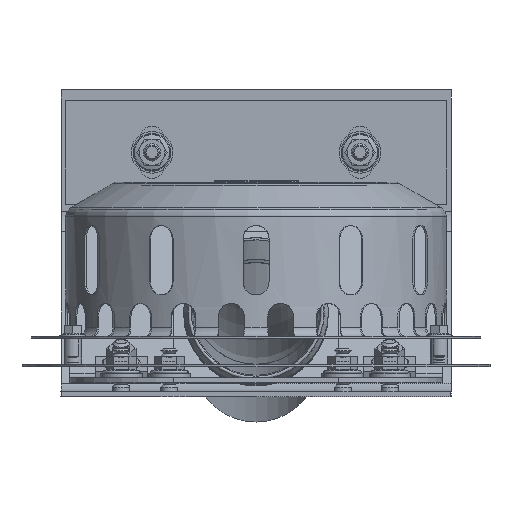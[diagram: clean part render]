
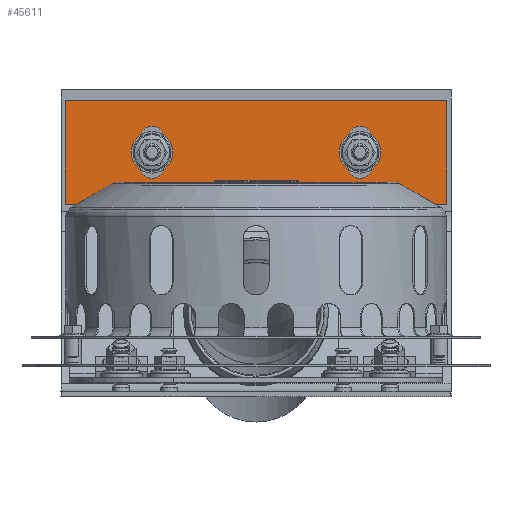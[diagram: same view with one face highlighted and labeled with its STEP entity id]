
A CAD part, left-side view. The second image highlights one B-rep face of the part: STEP entity #45611.
In plain terms, the highlighted planar face has unit normal (-1, 0, 0).
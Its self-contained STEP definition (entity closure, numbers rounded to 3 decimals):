
#1087=FACE_BOUND('',#7251,.T.);
#1088=FACE_BOUND('',#7252,.T.);
#2168=CIRCLE('',#48337,7.);
#2170=CIRCLE('',#48341,7.);
#2172=CIRCLE('',#48345,7.);
#2174=CIRCLE('',#48349,7.);
#2867=PLANE('',#48355);
#4832=FACE_OUTER_BOUND('',#7250,.T.);
#7250=EDGE_LOOP('',(#33002,#33003,#33004,#33005));
#7251=EDGE_LOOP('',(#33006,#33007,#33008,#33009));
#7252=EDGE_LOOP('',(#33010,#33011,#33012,#33013));
#10479=LINE('',#64535,#15725);
#10484=LINE('',#64549,#15730);
#10487=LINE('',#64559,#15733);
#10492=LINE('',#64573,#15738);
#10495=LINE('',#64583,#15741);
#10499=LINE('',#64591,#15745);
#10502=LINE('',#64597,#15748);
#10505=LINE('',#64602,#15751);
#15725=VECTOR('',#52579,1.);
#15730=VECTOR('',#52592,1.);
#15733=VECTOR('',#52603,1.);
#15738=VECTOR('',#52616,1.);
#15741=VECTOR('',#52627,1.);
#15745=VECTOR('',#52633,1.);
#15748=VECTOR('',#52638,1.);
#15751=VECTOR('',#52643,1.);
#21016=VERTEX_POINT('',#64533);
#21017=VERTEX_POINT('',#64534);
#21020=VERTEX_POINT('',#64542);
#21022=VERTEX_POINT('',#64548);
#21024=VERTEX_POINT('',#64557);
#21025=VERTEX_POINT('',#64558);
#21028=VERTEX_POINT('',#64566);
#21030=VERTEX_POINT('',#64572);
#21032=VERTEX_POINT('',#64581);
#21033=VERTEX_POINT('',#64582);
#21036=VERTEX_POINT('',#64590);
#21038=VERTEX_POINT('',#64596);
#25625=EDGE_CURVE('',#21016,#21017,#10479,.T.);
#25629=EDGE_CURVE('',#21017,#21020,#2168,.T.);
#25632=EDGE_CURVE('',#21020,#21022,#10484,.T.);
#25635=EDGE_CURVE('',#21022,#21016,#2170,.T.);
#25637=EDGE_CURVE('',#21024,#21025,#10487,.T.);
#25641=EDGE_CURVE('',#21025,#21028,#2172,.T.);
#25644=EDGE_CURVE('',#21028,#21030,#10492,.T.);
#25647=EDGE_CURVE('',#21030,#21024,#2174,.T.);
#25649=EDGE_CURVE('',#21032,#21033,#10495,.T.);
#25653=EDGE_CURVE('',#21033,#21036,#10499,.T.);
#25656=EDGE_CURVE('',#21036,#21038,#10502,.T.);
#25659=EDGE_CURVE('',#21038,#21032,#10505,.T.);
#33002=ORIENTED_EDGE('',*,*,#25649,.F.);
#33003=ORIENTED_EDGE('',*,*,#25659,.F.);
#33004=ORIENTED_EDGE('',*,*,#25656,.F.);
#33005=ORIENTED_EDGE('',*,*,#25653,.F.);
#33006=ORIENTED_EDGE('',*,*,#25625,.T.);
#33007=ORIENTED_EDGE('',*,*,#25629,.T.);
#33008=ORIENTED_EDGE('',*,*,#25632,.T.);
#33009=ORIENTED_EDGE('',*,*,#25635,.T.);
#33010=ORIENTED_EDGE('',*,*,#25637,.T.);
#33011=ORIENTED_EDGE('',*,*,#25641,.T.);
#33012=ORIENTED_EDGE('',*,*,#25644,.T.);
#33013=ORIENTED_EDGE('',*,*,#25647,.T.);
#45611=ADVANCED_FACE('',(#4832,#1087,#1088),#2867,.T.);
#48337=AXIS2_PLACEMENT_3D('',#64543,#52585,#52586);
#48341=AXIS2_PLACEMENT_3D('',#64554,#52597,#52598);
#48345=AXIS2_PLACEMENT_3D('',#64567,#52609,#52610);
#48349=AXIS2_PLACEMENT_3D('',#64578,#52621,#52622);
#48355=AXIS2_PLACEMENT_3D('',#64604,#52645,#52646);
#52579=DIRECTION('',(0.,0.,-1.));
#52585=DIRECTION('center_axis',(1.,0.,0.));
#52586=DIRECTION('ref_axis',(0.,0.,
-1.));
#52592=DIRECTION('',(0.,0.,1.));
#52597=DIRECTION('center_axis',(1.,0.,0.));
#52598=DIRECTION('ref_axis',(0.,0.,
1.));
#52603=DIRECTION('',(0.,0.,1.));
#52609=DIRECTION('center_axis',(1.,0.,0.));
#52610=DIRECTION('ref_axis',(0.,0.,
1.));
#52616=DIRECTION('',(0.,0.,-1.));
#52621=DIRECTION('center_axis',(1.,0.,0.));
#52622=DIRECTION('ref_axis',(0.,0.,
-1.));
#52627=DIRECTION('',(0.,1.,0.));
#52633=DIRECTION('',(0.,0.,1.));
#52638=DIRECTION('',(0.,-1.,0.));
#52643=DIRECTION('',(0.,0.,-1.));
#52645=DIRECTION('center_axis',(-1.,0.,0.));
#52646=DIRECTION('ref_axis',(0.,-1.,0.));
#64533=CARTESIAN_POINT('',(2503.471,1284.214,66.008));
#64534=CARTESIAN_POINT('',(2503.471,1284.214,50.008));
#64535=CARTESIAN_POINT('',(2503.471,1284.214,62.008));
#64542=CARTESIAN_POINT('',(2503.471,1298.214,50.008));
#64543=CARTESIAN_POINT('Origin',(2503.471,1291.214,50.008));
#64548=CARTESIAN_POINT('',(2503.471,1298.214,66.008));
#64549=CARTESIAN_POINT('',(2503.471,1298.214,54.008));
#64554=CARTESIAN_POINT('Origin',(2503.471,1291.214,66.008));
#64557=CARTESIAN_POINT('',(2503.471,1418.214,50.008));
#64558=CARTESIAN_POINT('',(2503.471,1418.214,66.008));
#64559=CARTESIAN_POINT('',(2503.471,1418.214,54.008));
#64566=CARTESIAN_POINT('',(2503.471,1404.214,66.008));
#64567=CARTESIAN_POINT('Origin',(2503.471,1411.214,66.008));
#64572=CARTESIAN_POINT('',(2503.471,1404.214,50.008));
#64573=CARTESIAN_POINT('',(2503.471,1404.214,62.008));
#64578=CARTESIAN_POINT('Origin',(2503.471,1411.214,50.008));
#64581=CARTESIAN_POINT('',(2503.471,1241.214,28.008));
#64582=CARTESIAN_POINT('',(2503.471,1461.214,28.008));
#64583=CARTESIAN_POINT('',(2503.471,1461.214,28.008));
#64590=CARTESIAN_POINT('',(2503.471,1461.214,88.008));
#64591=CARTESIAN_POINT('',(2503.471,1461.214,88.008));
#64596=CARTESIAN_POINT('',(2503.471,1241.214,88.008));
#64597=CARTESIAN_POINT('',(2503.471,1241.214,88.008));
#64602=CARTESIAN_POINT('',(2503.471,1241.214,28.008));
#64604=CARTESIAN_POINT('Origin',(2503.471,1351.214,58.008));
